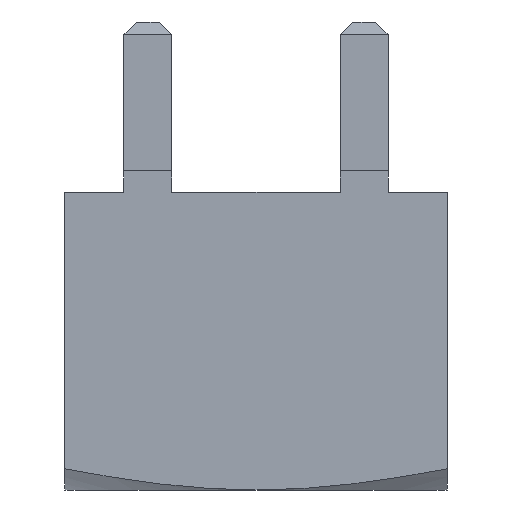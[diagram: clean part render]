
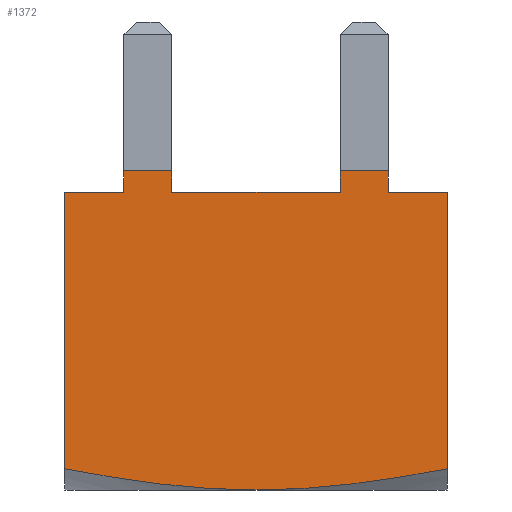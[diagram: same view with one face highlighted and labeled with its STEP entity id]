
A CAD part, left-side view. The second image highlights one B-rep face of the part: STEP entity #1372.
In plain terms, the highlighted planar face has unit normal (-1, 0, 0).
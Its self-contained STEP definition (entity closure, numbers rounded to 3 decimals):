
#1 = VECTOR ( 'NONE', #1022, 1000. ) ;
#3 = VECTOR ( 'NONE', #1037, 1000. ) ;
#38 = EDGE_CURVE ( 'NONE', #1919, #1459, #1427, .T. ) ;
#39 = EDGE_CURVE ( 'NONE', #1528, #1536, #1449, .T. ) ;
#40 = EDGE_CURVE ( 'NONE', #1951, #1512, #1336, .T. ) ;
#42 = EDGE_CURVE ( 'NONE', #1533, #1487, #1024, .T. ) ;
#43 = EDGE_CURVE ( 'NONE', #1508, #1922, #1021, .T. ) ;
#44 = EDGE_CURVE ( 'NONE', #1926, #1458, #1029, .T. ) ;
#45 = EDGE_CURVE ( 'NONE', #1512, #1536, #1337, .T. ) ;
#227 = CARTESIAN_POINT ( 'NONE',  ( -4.5, -4.5, 0.499 ) ) ;
#228 = CARTESIAN_POINT ( 'NONE',  ( -4.5, 3.105, 7.5 ) ) ;
#231 = CARTESIAN_POINT ( 'NONE',  ( -4.5, -4.5, 7. ) ) ;
#233 = CARTESIAN_POINT ( 'NONE',  ( -4.5, 0., 0. ) ) ;
#235 = CARTESIAN_POINT ( 'NONE',  ( -4.5, 1.975, 7.5 ) ) ;
#240 = CARTESIAN_POINT ( 'NONE',  ( -4.5, 3.105, 7. ) ) ;
#243 = CARTESIAN_POINT ( 'NONE',  ( -4.5, 4.5, 7. ) ) ;
#248 = CARTESIAN_POINT ( 'NONE',  ( -4.5, -1.975, 7. ) ) ;
#286 = CARTESIAN_POINT ( 'NONE',  ( -4.5, -3.105, 7. ) ) ;
#354 = DIRECTION ( 'NONE',  ( 0., 0., -1. ) ) ;
#355 = DIRECTION ( 'NONE',  ( 1., 0., 0. ) ) ;
#357 = PLANE ( 'NONE',  #1196 ) ;
#358 = FACE_OUTER_BOUND ( 'NONE', #1514, .T. ) ;
#368 = CARTESIAN_POINT ( 'NONE',  ( -4.5, -4.5, 7. ) ) ;
#382 = DIRECTION ( 'NONE',  ( 0., 0., -1. ) ) ;
#384 = CARTESIAN_POINT ( 'NONE',  ( -4.5, 4.5, 7. ) ) ;
#386 = LINE ( 'NONE', #384, #1187 ) ;
#390 = DIRECTION ( 'NONE',  ( 0., -1., 0. ) ) ;
#392 = CARTESIAN_POINT ( 'NONE',  ( -4.5, 3.105, 7.5 ) ) ;
#412 = DIRECTION ( 'NONE',  ( 0., -1., 0. ) ) ;
#413 = CARTESIAN_POINT ( 'NONE',  ( -4.5, -4.5, 7. ) ) ;
#414 = LINE ( 'NONE', #413, #1179 ) ;
#431 = DIRECTION ( 'NONE',  ( 0., -1., 0. ) ) ;
#437 = LINE ( 'NONE', #392, #1175 ) ;
#473 = DIRECTION ( 'NONE',  ( 0., -1., 0. ) ) ;
#474 = CARTESIAN_POINT ( 'NONE',  ( -4.5, -4.5, 7. ) ) ;
#475 = LINE ( 'NONE', #474, #1163 ) ;
#488 = DIRECTION ( 'NONE',  ( 0., -1., 0. ) ) ;
#489 = LINE ( 'NONE', #494, #1173 ) ;
#490 = CARTESIAN_POINT ( 'NONE',  ( -4.5, -4.5, 7. ) ) ;
#494 = CARTESIAN_POINT ( 'NONE',  ( -4.5, -1.975, 7.5 ) ) ;
#509 = LINE ( 'NONE', #490, #1137 ) ;
#986 = DIRECTION ( 'NONE',  ( 0., 0., -1. ) ) ;
#992 = CARTESIAN_POINT ( 'NONE',  ( -4.5, -4.5, 7. ) ) ;
#1009 = CARTESIAN_POINT ( 'NONE',  ( -4.5, -4.5, 0.499 ) ) ;
#1010 = CARTESIAN_POINT ( 'NONE',  ( -4.5, -3.755, 0.358 ) ) ;
#1011 = CARTESIAN_POINT ( 'NONE',  ( -4.5, -3.004, 0.233 ) ) ;
#1012 = CARTESIAN_POINT ( 'NONE',  ( -4.5, -1.504, 0.053 ) ) ;
#1015 = DIRECTION ( 'NONE',  ( 0., 0., -1. ) ) ;
#1016 = CARTESIAN_POINT ( 'NONE',  ( -4.5, 0., 0. ) ) ;
#1017 = CARTESIAN_POINT ( 'NONE',  ( -4.5, -3.105, 7.5 ) ) ;
#1018 = DIRECTION ( 'NONE',  ( 0., 0., -1. ) ) ;
#1019 = CARTESIAN_POINT ( 'NONE',  ( -4.5, 1.975, 7.5 ) ) ;
#1020 = CARTESIAN_POINT ( 'NONE',  ( -4.5, -0.753, 0. ) ) ;
#1021 = LINE ( 'NONE', #1019, #1413 ) ;
#1022 = DIRECTION ( 'NONE',  ( 0., 0., -1. ) ) ;
#1023 = CARTESIAN_POINT ( 'NONE',  ( -4.5, 3.105, 7.5 ) ) ;
#1024 = LINE ( 'NONE', #1023, #1 ) ;
#1029 = LINE ( 'NONE', #1017, #1397 ) ;
#1031 = CARTESIAN_POINT ( 'NONE',  ( -4.5, 0., 0. ) ) ;
#1032 = CARTESIAN_POINT ( 'NONE',  ( -4.5, 0.751, 0. ) ) ;
#1033 = CARTESIAN_POINT ( 'NONE',  ( -4.5, 1.503, 0.053 ) ) ;
#1034 = CARTESIAN_POINT ( 'NONE',  ( -4.5, 3.01, 0.234 ) ) ;
#1035 = CARTESIAN_POINT ( 'NONE',  ( -4.5, 3.757, 0.359 ) ) ;
#1037 = DIRECTION ( 'NONE',  ( 0., 0., -1. ) ) ;
#1038 = CARTESIAN_POINT ( 'NONE',  ( -4.5, 4.5, 0.499 ) ) ;
#1137 = VECTOR ( 'NONE', #488, 1000. ) ;
#1163 = VECTOR ( 'NONE', #473, 1000. ) ;
#1173 = VECTOR ( 'NONE', #431, 1000. ) ;
#1175 = VECTOR ( 'NONE', #390, 1000. ) ;
#1179 = VECTOR ( 'NONE', #412, 1000. ) ;
#1187 = VECTOR ( 'NONE', #382, 1000. ) ;
#1196 = AXIS2_PLACEMENT_3D ( 'NONE', #368, #355, #354 ) ;
#1240 = CARTESIAN_POINT ( 'NONE',  ( -4.5, 4.5, 0.499 ) ) ;
#1261 = CARTESIAN_POINT ( 'NONE',  ( -4.5, -3.105, 7.5 ) ) ;
#1297 = CARTESIAN_POINT ( 'NONE',  ( -4.5, -1.975, 7.5 ) ) ;
#1326 = CARTESIAN_POINT ( 'NONE',  ( -4.5, 1.975, 7. ) ) ;
#1336 = B_SPLINE_CURVE_WITH_KNOTS ( 'NONE', 3,
 ( #1038, #1035, #1034, #1033, #1032, #1031 ),
 .UNSPECIFIED., .F., .F.,
 ( 4, 2, 4 ),
 ( 0.015, 0.017, 0.019 ),
 .UNSPECIFIED. ) ;
#1337 = B_SPLINE_CURVE_WITH_KNOTS ( 'NONE', 3,
 ( #1016, #1020, #1012, #1011, #1010, #1009 ),
 .UNSPECIFIED., .F., .F.,
 ( 4, 2, 4 ),
 ( 0.019, 0.022, 0.024 ),
 .UNSPECIFIED. ) ;
#1340 = EDGE_CURVE ( 'NONE', #1922, #1459, #509, .T. ) ;
#1344 = EDGE_CURVE ( 'NONE', #1473, #1487, #475, .T. ) ;
#1354 = EDGE_CURVE ( 'NONE', #1919, #1926, #489, .T. ) ;
#1359 = EDGE_CURVE ( 'NONE', #1458, #1528, #414, .T. ) ;
#1365 = EDGE_CURVE ( 'NONE', #1533, #1508, #437, .T. ) ;
#1367 = EDGE_CURVE ( 'NONE', #1473, #1951, #386, .T. ) ;
#1372 = ADVANCED_FACE ( 'NONE', ( #358 ), #357, .F. ) ;
#1397 = VECTOR ( 'NONE', #1015, 1000. ) ;
#1413 = VECTOR ( 'NONE', #1018, 1000. ) ;
#1415 = VECTOR ( 'NONE', #986, 1000. ) ;
#1418 = CARTESIAN_POINT ( 'NONE',  ( -4.5, -1.975, 7.5 ) ) ;
#1427 = LINE ( 'NONE', #1418, #1415 ) ;
#1449 = LINE ( 'NONE', #992, #3 ) ;
#1458 = VERTEX_POINT ( 'NONE', #286 ) ;
#1459 = VERTEX_POINT ( 'NONE', #248 ) ;
#1473 = VERTEX_POINT ( 'NONE', #243 ) ;
#1487 = VERTEX_POINT ( 'NONE', #240 ) ;
#1508 = VERTEX_POINT ( 'NONE', #235 ) ;
#1512 = VERTEX_POINT ( 'NONE', #233 ) ;
#1514 = EDGE_LOOP ( 'NONE', ( #1587, #1585, #1586, #1781, #1690, #1576, #1691, #1588, #1589, #1590, #1623, #1674, #1622 ) ) ;
#1528 = VERTEX_POINT ( 'NONE', #231 ) ;
#1533 = VERTEX_POINT ( 'NONE', #228 ) ;
#1536 = VERTEX_POINT ( 'NONE', #227 ) ;
#1576 = ORIENTED_EDGE ( 'NONE', *, *, #44, .F. ) ;
#1585 = ORIENTED_EDGE ( 'NONE', *, *, #40, .T. ) ;
#1586 = ORIENTED_EDGE ( 'NONE', *, *, #45, .T. ) ;
#1587 = ORIENTED_EDGE ( 'NONE', *, *, #1367, .T. ) ;
#1588 = ORIENTED_EDGE ( 'NONE', *, *, #38, .T. ) ;
#1589 = ORIENTED_EDGE ( 'NONE', *, *, #1340, .F. ) ;
#1590 = ORIENTED_EDGE ( 'NONE', *, *, #43, .F. ) ;
#1622 = ORIENTED_EDGE ( 'NONE', *, *, #1344, .F. ) ;
#1623 = ORIENTED_EDGE ( 'NONE', *, *, #1365, .F. ) ;
#1674 = ORIENTED_EDGE ( 'NONE', *, *, #42, .T. ) ;
#1690 = ORIENTED_EDGE ( 'NONE', *, *, #1359, .F. ) ;
#1691 = ORIENTED_EDGE ( 'NONE', *, *, #1354, .F. ) ;
#1781 = ORIENTED_EDGE ( 'NONE', *, *, #39, .F. ) ;
#1919 = VERTEX_POINT ( 'NONE', #1297 ) ;
#1922 = VERTEX_POINT ( 'NONE', #1326 ) ;
#1926 = VERTEX_POINT ( 'NONE', #1261 ) ;
#1951 = VERTEX_POINT ( 'NONE', #1240 ) ;
